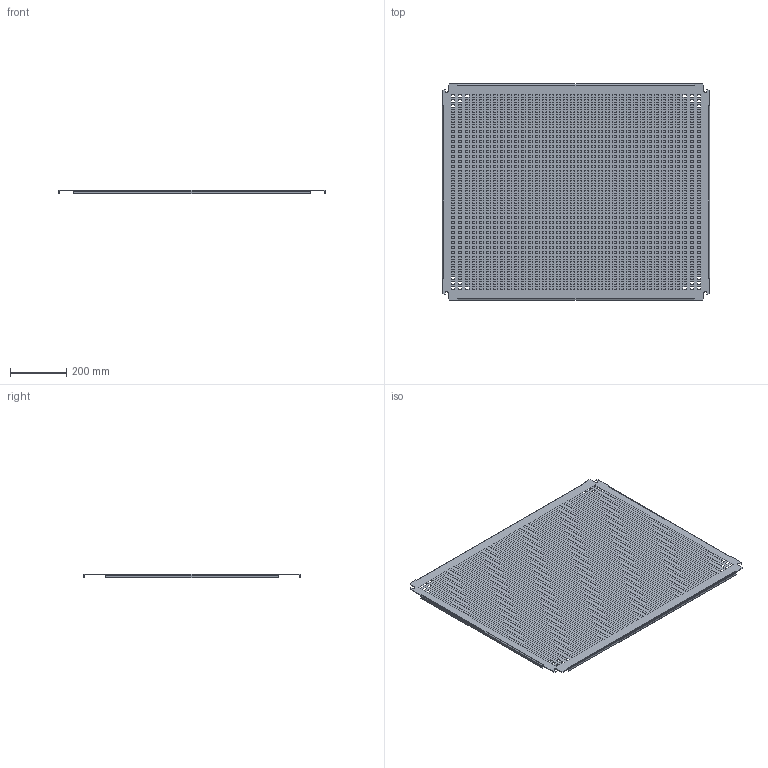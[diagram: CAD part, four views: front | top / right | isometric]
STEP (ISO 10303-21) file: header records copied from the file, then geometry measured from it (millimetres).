
FILE_DESCRIPTION(/* description */ (''),/* implementation_level */ '2;1');
FILE_NAME(/* name */ 'PLU80100.stp',/* time_stamp */ '2021-06-18T09:59:13+02:00',/* author */ (''),/* organization */ (''),/* preprocessor_version */ 'ST-DEVELOPER v16.7',/* originating_system */ 'SIEMENS PLM Software NX 12.0',/* authorisation */ '');
FILE_SCHEMA (('AP203_CONFIGURATION_CONTROLLED_3D_DESIGN_OF_MECHANICAL_PARTS_AND_ASSEMBLIES_MIM_LF { 1 0 10303 403 2 1 2}'));
Length unit declared in the file: millimetre
Products named in the file (1): 500.P028-01-PLACA RANURADA PLEGADA
Bounding box: 950 x 770 x 12.9 mm (x, y, z)
Volume: 1505588.2 mm3; surface area: 1515071.9 mm2
Topology: 1 solids, 1 shells, 1554 faces, 6020 edges, 5848 vertices
Faces by surface type: plane 1542, cylinder 12
Entity records: 69250 total; most frequent: CARTESIAN_POINT 13423, ORIENTED_EDGE 12040, DIRECTION 9154, EDGE_CURVE 6020, LINE 5996, VECTOR 5996, VERTEX_POINT 5848, EDGE_LOOP 2982
